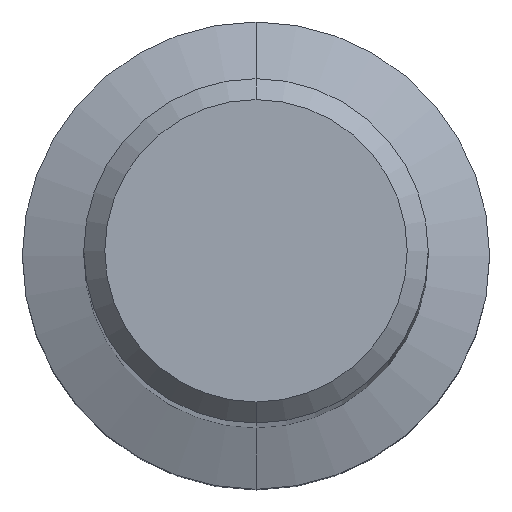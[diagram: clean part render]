
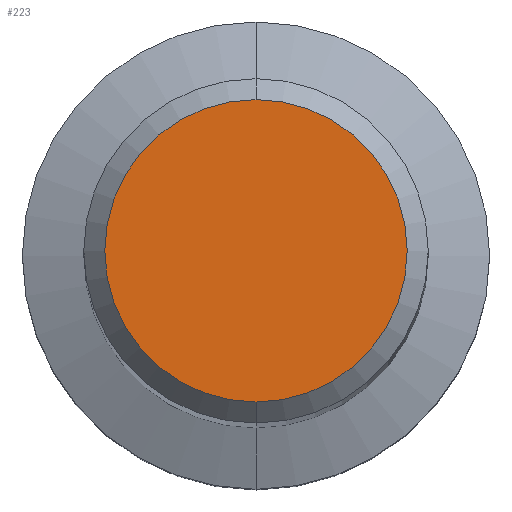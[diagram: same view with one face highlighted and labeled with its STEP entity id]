
A CAD part, top view. The second image highlights one B-rep face of the part: STEP entity #223.
In plain terms, the highlighted planar face has unit normal (0, 0, 1).
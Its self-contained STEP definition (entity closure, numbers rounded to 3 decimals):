
#129=EDGE_CURVE('',#225,#267,#329,.T.);
#161=EDGE_CURVE('',#267,#225,#367,.T.);
#223=ADVANCED_FACE('',(#437),#438,.T.);
#225=VERTEX_POINT('',#440);
#267=VERTEX_POINT('',#484);
#329=CIRCLE('',#548,3.6);
#367=CIRCLE('',#592,3.6);
#437=FACE_OUTER_BOUND('',#683,.T.);
#438=PLANE('',#684);
#440=CARTESIAN_POINT('',(0.,-3.6,0.0));
#484=CARTESIAN_POINT('',(0.0,3.6,0.0));
#548=AXIS2_PLACEMENT_3D('',#811,#812,#813);
#592=AXIS2_PLACEMENT_3D('',#877,#878,#879);
#683=EDGE_LOOP('',(#963,#964));
#684=AXIS2_PLACEMENT_3D('',#965,#966,#967);
#811=CARTESIAN_POINT('',(0.0,0.0,0.0));
#812=DIRECTION('',(0.0,0.0,-1.0));
#813=DIRECTION('',(0.0,1.0,0.0));
#877=CARTESIAN_POINT('',(0.0,0.0,0.0));
#878=DIRECTION('',(0.0,0.0,-1.0));
#879=DIRECTION('',(0.0,1.0,0.0));
#963=ORIENTED_EDGE('',*,*,#161,.F.);
#964=ORIENTED_EDGE('',*,*,#129,.F.);
#965=CARTESIAN_POINT('',(0.0,1.8,0.0));
#966=DIRECTION('',(-0.0,0.0,1.0));
#967=DIRECTION('',(0.0,-1.0,0.0));
